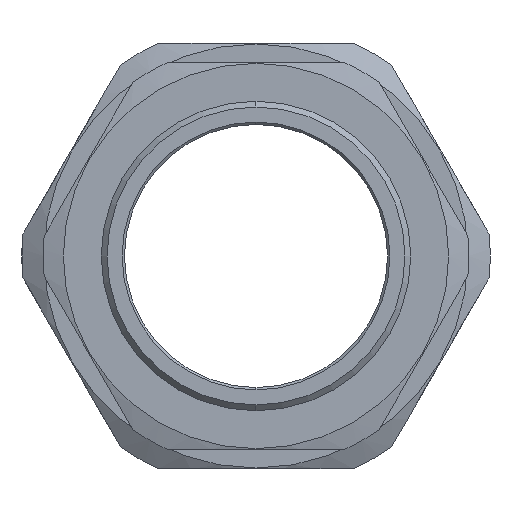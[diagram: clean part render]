
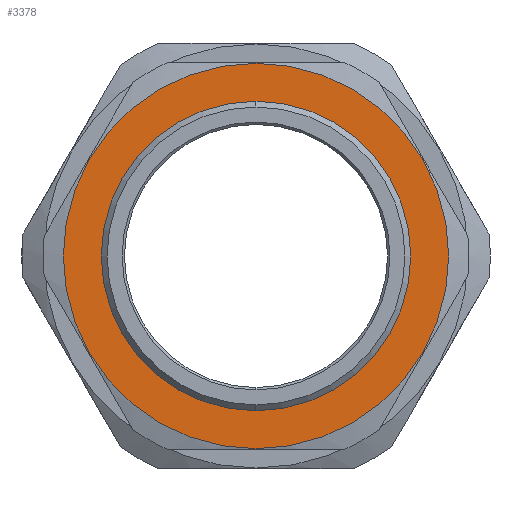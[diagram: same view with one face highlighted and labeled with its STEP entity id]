
A CAD part, left-side view. The second image highlights one B-rep face of the part: STEP entity #3378.
In plain terms, the highlighted planar face has unit normal (-1, 0, 0).
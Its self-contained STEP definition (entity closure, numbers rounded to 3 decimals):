
#193 = VERTEX_POINT ( 'NONE', #2619 ) ;
#434 = FACE_OUTER_BOUND ( 'NONE', #821, .T. ) ;
#535 = ORIENTED_EDGE ( 'NONE', *, *, #4287, .F. ) ;
#662 = ORIENTED_EDGE ( 'NONE', *, *, #1085, .F. ) ;
#689 = CARTESIAN_POINT ( 'NONE',  ( 15., 0., -20. ) ) ;
#801 = CARTESIAN_POINT ( 'NONE',  ( 15., 0., 0. ) ) ;
#821 = EDGE_LOOP ( 'NONE', ( #662, #7391 ) ) ;
#1085 = EDGE_CURVE ( 'NONE', #193, #9494, #3003, .T. ) ;
#1295 = PLANE ( 'NONE',  #5502 ) ;
#1546 = DIRECTION ( 'NONE',  ( -1., 0., 0. ) ) ;
#2315 = DIRECTION ( 'NONE',  ( 0., 0., -1. ) ) ;
#2341 = EDGE_LOOP ( 'NONE', ( #8558, #535 ) ) ;
#2619 = CARTESIAN_POINT ( 'NONE',  ( 15., 0., -24.9 ) ) ;
#2868 = AXIS2_PLACEMENT_3D ( 'NONE', #3014, #4428, #2315 ) ;
#3003 = CIRCLE ( 'NONE', #2868, 24.9 ) ;
#3014 = CARTESIAN_POINT ( 'NONE',  ( 15., 0., 0. ) ) ;
#3087 = CARTESIAN_POINT ( 'NONE',  ( 15., 0., 20. ) ) ;
#3378 = ADVANCED_FACE ( 'NONE', ( #434, #8199 ), #1295, .F. ) ;
#4287 = EDGE_CURVE ( 'NONE', #9186, #9037, #6561, .T. ) ;
#4428 = DIRECTION ( 'NONE',  ( 1., 0., 0. ) ) ;
#4633 = CARTESIAN_POINT ( 'NONE',  ( 15., 0., 0. ) ) ;
#4745 = CARTESIAN_POINT ( 'NONE',  ( 15., 0., 24.9 ) ) ;
#5015 = CARTESIAN_POINT ( 'NONE',  ( 15., 0., 0. ) ) ;
#5069 = AXIS2_PLACEMENT_3D ( 'NONE', #4633, #8340, #6907 ) ;
#5502 = AXIS2_PLACEMENT_3D ( 'NONE', #8850, #8062, #8819 ) ;
#6140 = DIRECTION ( 'NONE',  ( 0., 0., 1. ) ) ;
#6553 = DIRECTION ( 'NONE',  ( 0., 0., -1. ) ) ;
#6561 = CIRCLE ( 'NONE', #5069, 20. ) ;
#6670 = CIRCLE ( 'NONE', #8324, 24.9 ) ;
#6907 = DIRECTION ( 'NONE',  ( 0., 0., 1. ) ) ;
#6927 = CIRCLE ( 'NONE', #9392, 20. ) ;
#7214 = EDGE_CURVE ( 'NONE', #9037, #9186, #6927, .T. ) ;
#7391 = ORIENTED_EDGE ( 'NONE', *, *, #8922, .F. ) ;
#8062 = DIRECTION ( 'NONE',  ( 1., 0., 0. ) ) ;
#8199 = FACE_BOUND ( 'NONE', #2341, .T. ) ;
#8324 = AXIS2_PLACEMENT_3D ( 'NONE', #5015, #9671, #6553 ) ;
#8340 = DIRECTION ( 'NONE',  ( -1., 0., 0. ) ) ;
#8558 = ORIENTED_EDGE ( 'NONE', *, *, #7214, .F. ) ;
#8819 = DIRECTION ( 'NONE',  ( 0., 0., -1. ) ) ;
#8850 = CARTESIAN_POINT ( 'NONE',  ( 15., 0., -28. ) ) ;
#8922 = EDGE_CURVE ( 'NONE', #9494, #193, #6670, .T. ) ;
#9037 = VERTEX_POINT ( 'NONE', #689 ) ;
#9186 = VERTEX_POINT ( 'NONE', #3087 ) ;
#9392 = AXIS2_PLACEMENT_3D ( 'NONE', #801, #1546, #6140 ) ;
#9494 = VERTEX_POINT ( 'NONE', #4745 ) ;
#9671 = DIRECTION ( 'NONE',  ( 1., 0., 0. ) ) ;
